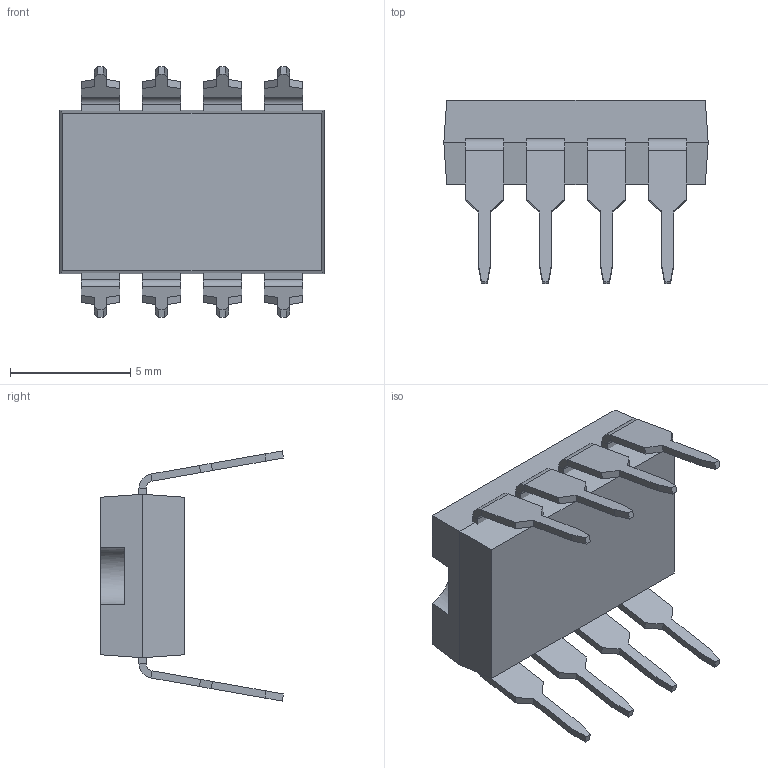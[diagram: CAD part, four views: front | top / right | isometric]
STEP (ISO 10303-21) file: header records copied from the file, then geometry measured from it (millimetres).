
FILE_DESCRIPTION (( 'STEP AP214' ), '1' );
FILE_NAME ('User Library-DIP8-1.STEP', '2011-03-10T04:41:40', ( 'SysAdmin' ), ( 'SolidWorks' ), 'SwSTEP 2.0', 'SolidWorks 2011', '' );
FILE_SCHEMA (( 'AUTOMOTIVE_DESIGN' ));
Length unit declared in the file: millimetre
Products named in the file (1): User Library-DIP8-1
Bounding box: 11 x 7.61 x 10.41 mm (x, y, z)
Volume: 281.7 mm3; surface area: 511.6 mm2
Topology: 2 solids, 2 shells, 154 faces, 382 edges, 232 vertices
Faces by surface type: plane 137, cylinder 17
Entity records: 4459 total; most frequent: CARTESIAN_POINT 775, ORIENTED_EDGE 764, DIRECTION 724, EDGE_CURVE 382, LINE 346, VECTOR 346, VERTEX_POINT 232, AXIS2_PLACEMENT_3D 189
